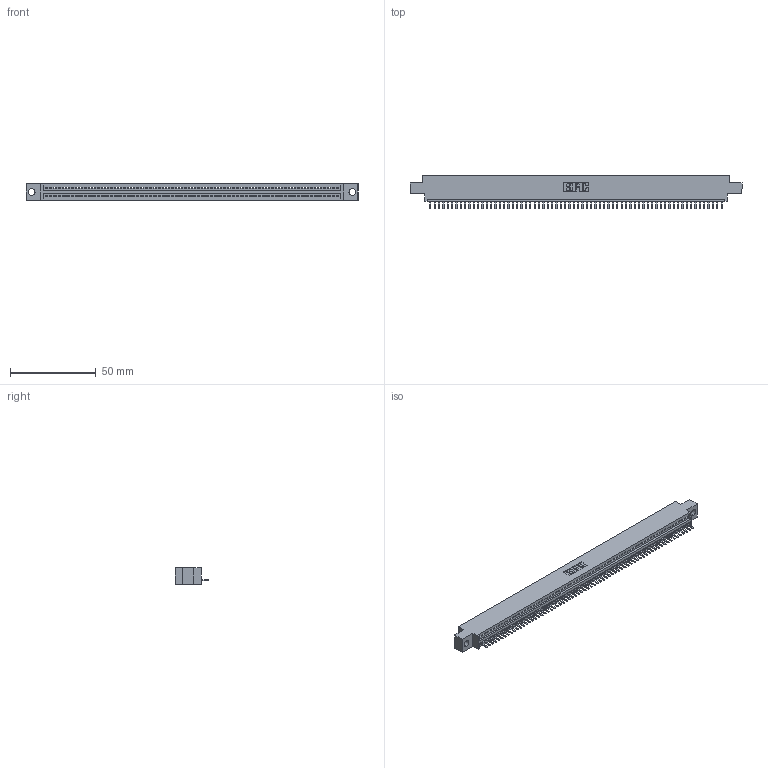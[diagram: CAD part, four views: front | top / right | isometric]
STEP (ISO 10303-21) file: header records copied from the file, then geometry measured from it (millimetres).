
FILE_DESCRIPTION (( 'STEP AP203' ), '1' );
FILE_NAME ('395-068-520-604.STEP', '2019-10-25T14:54:20', ( '' ), ( '' ), 'SwSTEP 2.0', 'SolidWorks 2016', '' );
FILE_SCHEMA (( 'CONFIG_CONTROL_DESIGN' ));
Length unit declared in the file: inch
Products named in the file (3): 395-068-520-604; 345-292-001_345-293-120; 345 Part_0.170 Offset - 0.156 Dia-TH
Assembly tree (69 placements, depth 2):
  395-068-520-604
    345 Part_0.170 Offset - 0.156 Dia-TH
    345-292-001_345-293-120  x68
Bounding box: 193.93 x 19.68 x 9.4 mm (x, y, z)
Volume: 18235.7 mm3; surface area: 23882.4 mm2
Topology: 69 solids, 69 shells, 4346 faces, 12865 edges, 8394 vertices
Faces by surface type: plane 2940, cylinder 1406
Entity records: 47927 total; most frequent: CARTESIAN_POINT 8320, ORIENTED_EDGE 8310, DIRECTION 7215, EDGE_CURVE 4155, LINE 3747, VECTOR 3747, VERTEX_POINT 2766, AXIS2_PLACEMENT_3D 1734
